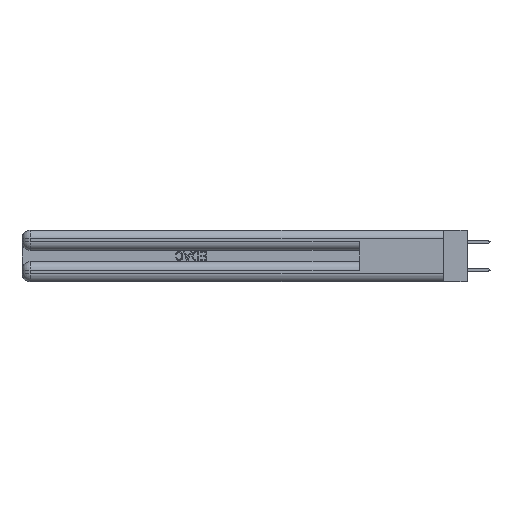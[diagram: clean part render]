
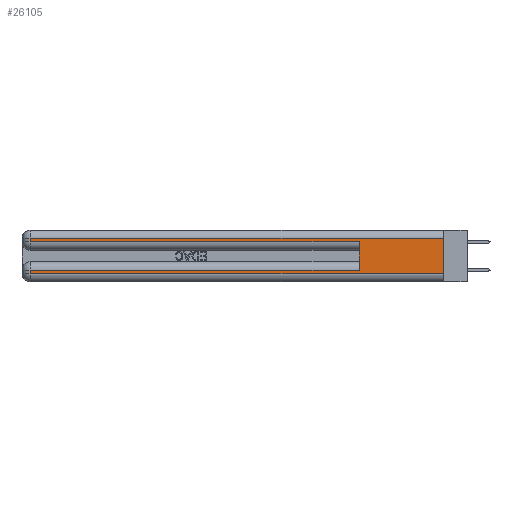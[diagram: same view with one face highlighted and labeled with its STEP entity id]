
A CAD part, left-side view. The second image highlights one B-rep face of the part: STEP entity #26105.
In plain terms, the highlighted planar face has unit normal (-1, 0, 0).
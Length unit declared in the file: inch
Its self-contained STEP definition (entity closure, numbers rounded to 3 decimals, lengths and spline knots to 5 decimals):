
#925 = DIRECTION ( 'NONE',  ( 0., 0., -1. ) ) ;
#2658 = EDGE_CURVE ( 'NONE', #25605, #32381, #34763, .T. ) ;
#3201 = EDGE_CURVE ( 'NONE', #25605, #28274, #23940, .T. ) ;
#4163 = LINE ( 'NONE', #20571, #11607 ) ;
#4208 = VERTEX_POINT ( 'NONE', #40522 ) ;
#4786 = DIRECTION ( 'NONE',  ( 0., -1., 0. ) ) ;
#6652 = LINE ( 'NONE', #15032, #39286 ) ;
#7648 = DIRECTION ( 'NONE',  ( 0., 0., -1. ) ) ;
#7848 = LINE ( 'NONE', #25828, #22709 ) ;
#7914 = ORIENTED_EDGE ( 'NONE', *, *, #40270, .T. ) ;
#8509 = CARTESIAN_POINT ( 'NONE',  ( 0., 2.94, 0.285 ) ) ;
#9582 = DIRECTION ( 'NONE',  ( 0., 1., 0. ) ) ;
#9755 = EDGE_CURVE ( 'NONE', #15279, #4208, #31727, .T. ) ;
#9900 = ORIENTED_EDGE ( 'NONE', *, *, #16860, .T. ) ;
#10561 = AXIS2_PLACEMENT_3D ( 'NONE', #36005, #26622, #7648 ) ;
#10778 = VERTEX_POINT ( 'NONE', #14137 ) ;
#11607 = VECTOR ( 'NONE', #4786, 39.37008 ) ;
#12410 = ORIENTED_EDGE ( 'NONE', *, *, #2658, .T. ) ;
#12781 = CARTESIAN_POINT ( 'NONE',  ( 0., 0., 0.085 ) ) ;
#13202 = DIRECTION ( 'NONE',  ( 0., -1., 0. ) ) ;
#13492 = DIRECTION ( 'NONE',  ( 0., 1., 0. ) ) ;
#14137 = CARTESIAN_POINT ( 'NONE',  ( 0., 2.94, 0.06 ) ) ;
#14399 = CARTESIAN_POINT ( 'NONE',  ( 0., 0., 0.06 ) ) ;
#14886 = VECTOR ( 'NONE', #9582, 39.37008 ) ;
#15032 = CARTESIAN_POINT ( 'NONE',  ( 0., 0.6, 0.145 ) ) ;
#15279 = VERTEX_POINT ( 'NONE', #39836 ) ;
#15494 = VECTOR ( 'NONE', #38443, 39.37008 ) ;
#16426 = CARTESIAN_POINT ( 'NONE',  ( 0., 2.94, 0.31 ) ) ;
#16701 = CARTESIAN_POINT ( 'NONE',  ( 0., 2.94, 0.37 ) ) ;
#16860 = EDGE_CURVE ( 'NONE', #4208, #10778, #25710, .T. ) ;
#18900 = ORIENTED_EDGE ( 'NONE', *, *, #9755, .T. ) ;
#19215 = CARTESIAN_POINT ( 'NONE',  ( 0., 0.6, 0.285 ) ) ;
#19710 = ORIENTED_EDGE ( 'NONE', *, *, #39090, .T. ) ;
#20349 = VERTEX_POINT ( 'NONE', #19215 ) ;
#20571 = CARTESIAN_POINT ( 'NONE',  ( 0., 0., 0.06 ) ) ;
#20726 = CARTESIAN_POINT ( 'NONE',  ( 0., 2.94, 0.37 ) ) ;
#22709 = VECTOR ( 'NONE', #13202, 39.37008 ) ;
#22727 = CARTESIAN_POINT ( 'NONE',  ( 0., 0., 0.37 ) ) ;
#23436 = PLANE ( 'NONE',  #10561 ) ;
#23940 = LINE ( 'NONE', #22727, #15494 ) ;
#24296 = EDGE_LOOP ( 'NONE', ( #30679, #12410, #7914, #33933, #35359, #18900, #9900, #19710 ) ) ;
#25605 = VERTEX_POINT ( 'NONE', #37265 ) ;
#25710 = LINE ( 'NONE', #16701, #33121 ) ;
#25828 = CARTESIAN_POINT ( 'NONE',  ( 0., 0., 0.285 ) ) ;
#26105 = ADVANCED_FACE ( 'NONE', ( #28410 ), #23436, .F. ) ;
#26106 = CARTESIAN_POINT ( 'NONE',  ( 0., 0., 0.31 ) ) ;
#26389 = VECTOR ( 'NONE', #13492, 39.37008 ) ;
#26622 = DIRECTION ( 'NONE',  ( 1., 0., 0. ) ) ;
#27450 = VECTOR ( 'NONE', #33454, 39.37008 ) ;
#28274 = VERTEX_POINT ( 'NONE', #14399 ) ;
#28410 = FACE_OUTER_BOUND ( 'NONE', #24296, .T. ) ;
#28452 = LINE ( 'NONE', #20726, #27450 ) ;
#29417 = EDGE_CURVE ( 'NONE', #40860, #20349, #7848, .T. ) ;
#30679 = ORIENTED_EDGE ( 'NONE', *, *, #3201, .F. ) ;
#31727 = LINE ( 'NONE', #12781, #14886 ) ;
#32381 = VERTEX_POINT ( 'NONE', #16426 ) ;
#33121 = VECTOR ( 'NONE', #925, 39.37008 ) ;
#33454 = DIRECTION ( 'NONE',  ( 0., 0., -1. ) ) ;
#33933 = ORIENTED_EDGE ( 'NONE', *, *, #29417, .T. ) ;
#33973 = DIRECTION ( 'NONE',  ( 0., 0., 1. ) ) ;
#34763 = LINE ( 'NONE', #26106, #26389 ) ;
#35359 = ORIENTED_EDGE ( 'NONE', *, *, #39210, .F. ) ;
#36005 = CARTESIAN_POINT ( 'NONE',  ( 0., 0., 0.37 ) ) ;
#37265 = CARTESIAN_POINT ( 'NONE',  ( 0., 0., 0.31 ) ) ;
#38443 = DIRECTION ( 'NONE',  ( 0., 0., -1. ) ) ;
#39090 = EDGE_CURVE ( 'NONE', #10778, #28274, #4163, .T. ) ;
#39210 = EDGE_CURVE ( 'NONE', #15279, #20349, #6652, .T. ) ;
#39286 = VECTOR ( 'NONE', #33973, 39.37008 ) ;
#39836 = CARTESIAN_POINT ( 'NONE',  ( 0., 0.6, 0.085 ) ) ;
#40270 = EDGE_CURVE ( 'NONE', #32381, #40860, #28452, .T. ) ;
#40522 = CARTESIAN_POINT ( 'NONE',  ( 0., 2.94, 0.085 ) ) ;
#40860 = VERTEX_POINT ( 'NONE', #8509 ) ;
